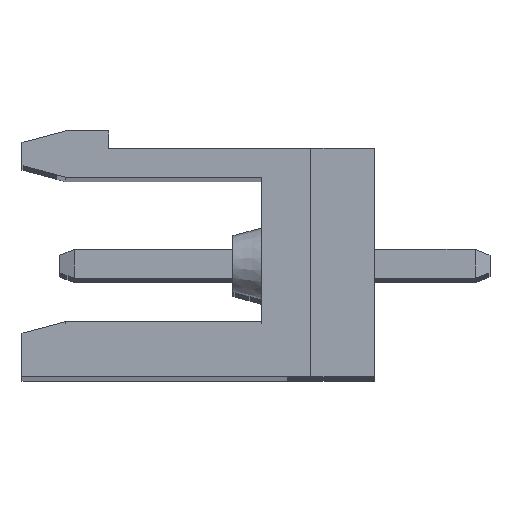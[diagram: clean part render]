
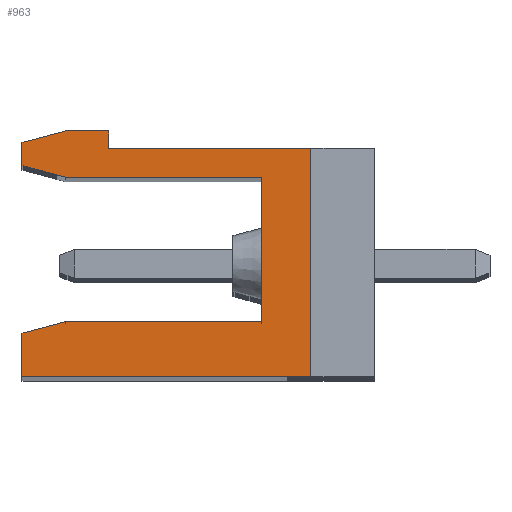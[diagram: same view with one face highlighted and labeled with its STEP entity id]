
A CAD part, top view. The second image highlights one B-rep face of the part: STEP entity #963.
In plain terms, the highlighted planar face has unit normal (0, 0, 1).
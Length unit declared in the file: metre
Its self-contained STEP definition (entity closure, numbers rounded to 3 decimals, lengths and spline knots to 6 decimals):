
#963=ADVANCED_FACE('',(#2831),#2832,.F.);
#2831=FACE_OUTER_BOUND('',#5694,.T.);
#2832=PLANE('',#5695);
#5694=EDGE_LOOP('',(#8597,#8598,#8599,#8600,#8601,#8602,#8603,#8604,#8605,#8606,#8607,#8608,#8609));
#5695=AXIS2_PLACEMENT_3D('',#8610,#8611,#8612);
#8597=ORIENTED_EDGE('',*,*,#16857,.F.);
#8598=ORIENTED_EDGE('',*,*,#16858,.F.);
#8599=ORIENTED_EDGE('',*,*,#16859,.F.);
#8600=ORIENTED_EDGE('',*,*,#16860,.F.);
#8601=ORIENTED_EDGE('',*,*,#16861,.T.);
#8602=ORIENTED_EDGE('',*,*,#16862,.T.);
#8603=ORIENTED_EDGE('',*,*,#16863,.T.);
#8604=ORIENTED_EDGE('',*,*,#16864,.T.);
#8605=ORIENTED_EDGE('',*,*,#16865,.T.);
#8606=ORIENTED_EDGE('',*,*,#16866,.T.);
#8607=ORIENTED_EDGE('',*,*,#16867,.T.);
#8608=ORIENTED_EDGE('',*,*,#16868,.T.);
#8609=ORIENTED_EDGE('',*,*,#16869,.F.);
#8610=CARTESIAN_POINT('',(-0.0037,0.0069,1.20324));
#8611=DIRECTION('',(0.0,0.0,-1.0));
#8612=DIRECTION('',(0.0,-1.0,0.0));
#16857=EDGE_CURVE('',#20102,#20103,#20104,.T.);
#16858=EDGE_CURVE('',#20105,#20102,#20106,.T.);
#16859=EDGE_CURVE('',#20107,#20105,#20108,.T.);
#16860=EDGE_CURVE('',#20109,#20107,#20110,.T.);
#16861=EDGE_CURVE('',#20109,#20111,#20112,.T.);
#16862=EDGE_CURVE('',#20111,#20113,#20114,.T.);
#16863=EDGE_CURVE('',#20113,#20115,#20116,.T.);
#16864=EDGE_CURVE('',#20115,#20117,#20118,.T.);
#16865=EDGE_CURVE('',#20117,#20119,#20120,.T.);
#16866=EDGE_CURVE('',#20119,#20121,#20122,.T.);
#16867=EDGE_CURVE('',#20121,#20123,#20124,.T.);
#16868=EDGE_CURVE('',#20123,#20125,#20126,.T.);
#16869=EDGE_CURVE('',#20103,#20125,#20127,.T.);
#20102=VERTEX_POINT('',#24824);
#20103=VERTEX_POINT('',#24825);
#20104=LINE('',#24826,#24827);
#20105=VERTEX_POINT('',#24828);
#20106=LINE('',#24829,#24830);
#20107=VERTEX_POINT('',#24831);
#20108=LINE('',#24832,#24833);
#20109=VERTEX_POINT('',#24834);
#20110=LINE('',#24835,#24836);
#20111=VERTEX_POINT('',#24837);
#20112=LINE('',#24838,#24839);
#20113=VERTEX_POINT('',#24840);
#20114=LINE('',#24841,#24842);
#20115=VERTEX_POINT('',#24843);
#20116=LINE('',#24844,#24845);
#20117=VERTEX_POINT('',#24846);
#20118=LINE('',#24847,#24848);
#20119=VERTEX_POINT('',#24849);
#20120=LINE('',#24850,#24851);
#20121=VERTEX_POINT('',#24852);
#20122=LINE('',#24853,#24854);
#20123=VERTEX_POINT('',#24855);
#20124=LINE('',#24856,#24857);
#20125=VERTEX_POINT('',#24858);
#20126=LINE('',#24859,#24860);
#20127=LINE('',#24861,#24862);
#24824=CARTESIAN_POINT('',(-0.0037,0.0069,1.20324));
#24825=CARTESIAN_POINT('',(-0.010507,0.0069,1.20324));
#24826=CARTESIAN_POINT('',(-0.010507,0.0069,1.20324));
#24827=VECTOR('',#31744,1.0);
#24828=CARTESIAN_POINT('',(-0.0037,0.0019,1.20324));
#24829=CARTESIAN_POINT('',(-0.0037,0.0069,1.20324));
#24830=VECTOR('',#31745,1.0);
#24831=CARTESIAN_POINT('',(-0.0105,0.0019,1.20324));
#24832=CARTESIAN_POINT('',(-0.0037,0.0019,1.20324));
#24833=VECTOR('',#31746,1.0);
#24834=CARTESIAN_POINT('',(-0.012,0.001498,1.20324));
#24835=CARTESIAN_POINT('',(-0.0105,0.0019,1.20324));
#24836=VECTOR('',#31747,1.0);
#24837=CARTESIAN_POINT('',(-0.012,0.,1.20324));
#24838=CARTESIAN_POINT('',(-0.012,0.0082,1.20324));
#24839=VECTOR('',#31748,1.0);
#24840=CARTESIAN_POINT('',(-0.002,0.,1.20324));
#24841=CARTESIAN_POINT('',(-0.012,0.,1.20324));
#24842=VECTOR('',#31749,1.0);
#24843=CARTESIAN_POINT('',(-0.002,0.0079,1.20324));
#24844=CARTESIAN_POINT('',(-0.002,0.0079,1.20324));
#24845=VECTOR('',#31750,1.0);
#24846=CARTESIAN_POINT('',(-0.009,0.0079,1.20324));
#24847=CARTESIAN_POINT('',(-0.0022,0.0079,1.20324));
#24848=VECTOR('',#31751,1.0);
#24849=CARTESIAN_POINT('',(-0.009,0.0085,1.20324));
#24850=CARTESIAN_POINT('',(-0.009,0.0081,1.20324));
#24851=VECTOR('',#31752,1.0);
#24852=CARTESIAN_POINT('',(-0.010507,0.0085,1.20324));
#24853=CARTESIAN_POINT('',(-0.009,0.0085,1.20324));
#24854=VECTOR('',#31753,1.0);
#24855=CARTESIAN_POINT('',(-0.012,0.0081,1.20324));
#24856=CARTESIAN_POINT('',(-0.010507,0.0085,1.20324));
#24857=VECTOR('',#31754,1.0);
#24858=CARTESIAN_POINT('',(-0.012,0.0073,1.20324));
#24859=CARTESIAN_POINT('',(-0.012,0.0082,1.20324));
#24860=VECTOR('',#31755,1.0);
#24861=CARTESIAN_POINT('',(-0.012,0.0073,1.20324));
#24862=VECTOR('',#31756,1.0);
#31744=DIRECTION('',(-1.0,0.0,0.0));
#31745=DIRECTION('',(0.,1.0,0.0));
#31746=DIRECTION('',(1.0,0.0,0.0));
#31747=DIRECTION('',(0.966,0.259,0.0));
#31748=DIRECTION('',(0.0,-1.0,0.0));
#31749=DIRECTION('',(1.0,0.0,0.0));
#31750=DIRECTION('',(0.0,1.0,0.0));
#31751=DIRECTION('',(-1.0,0.0,0.0));
#31752=DIRECTION('',(0.,1.0,0.0));
#31753=DIRECTION('',(-1.0,0.0,0.0));
#31754=DIRECTION('',(-0.966,-0.259,0.0));
#31755=DIRECTION('',(0.0,-1.0,0.0));
#31756=DIRECTION('',(-0.966,0.259,0.0));
